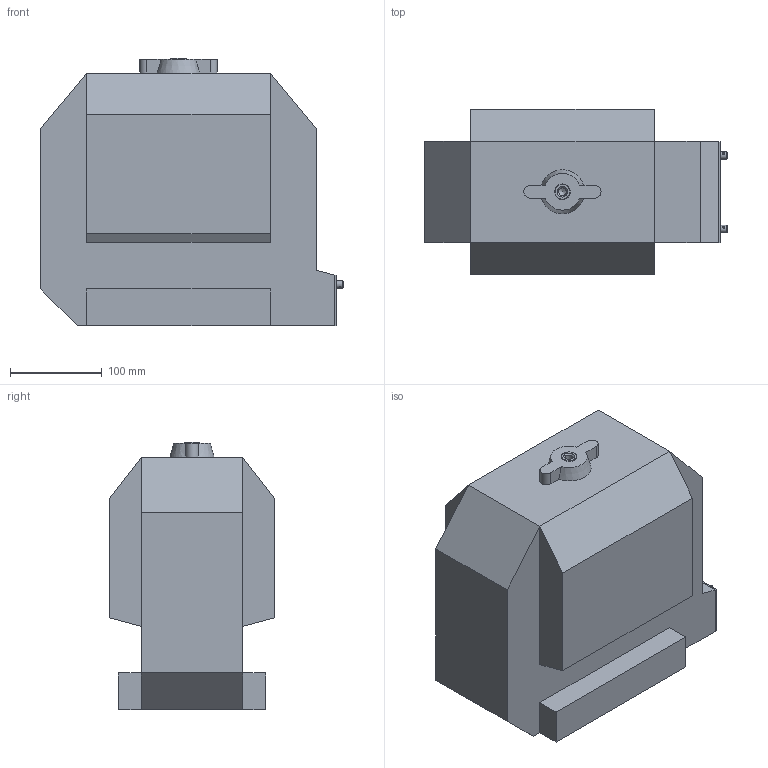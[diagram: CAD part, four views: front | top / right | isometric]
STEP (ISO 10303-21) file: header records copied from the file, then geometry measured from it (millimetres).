
FILE_DESCRIPTION(('STEP AP242'), '1');
FILE_NAME('ÇÍÎËÏ-ÝÊ 10êÂ Ì2', '', ('UNSPECIFIED'), ('UNSPECIFIED'), 'ASCON STEP Converter 1.6', 'ASCON Math Kernel', '');
FILE_SCHEMA(('AP242_MANAGED_MODEL_BASED_3D_ENGINEERING_MIM_LF { 1 0 10303 442 1 1 4 }'));
Length unit declared in the file: millimetre
Products named in the file (12): 鎗鵻罻 楟.8.211.004
Assembly tree (24 placements, depth 3):
  (unnamed)
    (unnamed)
    (unnamed)
    鎗鵻罻 楟.8.211.004  x5
    (unnamed)  x4
    (unnamed)  x2
    (unnamed)
    (unnamed)  x2
    (unnamed)  x5
      (unnamed)
      (unnamed)
      (unnamed)
Bounding box: 329.5 x 180 x 291 mm (x, y, z)
Volume: 11368929.5 mm3; surface area: 392288.6 mm2
Topology: 31 solids, 31 shells, 1111 faces, 2806 edges, 1815 vertices
Faces by surface type: plane 624, cylinder 380, cone 58, torus 44, sphere 5
Full cylindrical faces by diameter (mm): 2.5 x2, 4 x10, 4.134 x2, 4.917 x5, 5 x2, 6 x7, 6.4 x5, 6.8 x4, 8 x2, 8.376 x1, 10 x16, 10.106 x4, 11.16 x4, 12 x5, 14 x2, 17 x12
Entity records: 42426 total; most frequent: CARTESIAN_POINT 13335, DIRECTION 4611, ORIENTED_EDGE 4290, EDGE_CURVE 2145, AXIS2_PLACEMENT_3D 1678, VERTEX_POINT 1460, LINE 1255, VECTOR 1255
